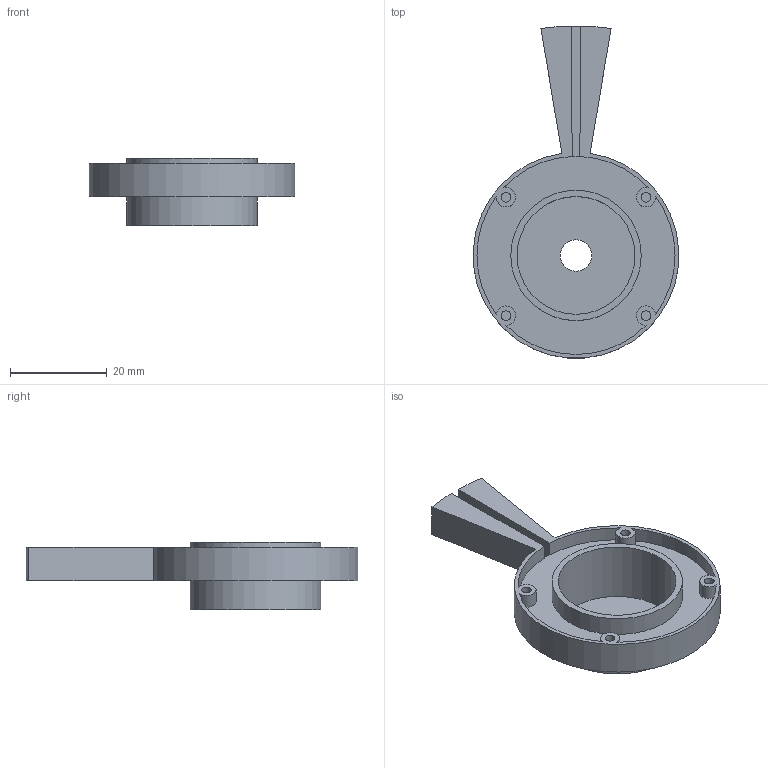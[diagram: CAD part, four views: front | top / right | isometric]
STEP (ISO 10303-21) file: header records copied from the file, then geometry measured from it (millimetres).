
FILE_DESCRIPTION(/* description */ (''),/* implementation_level */ '2;1');
FILE_NAME(/* name */ 'moto_base v8.step',/* time_stamp */ '2025-05-07T22:03:43+08:00',/* author */ (''),/* organization */ (''),/* preprocessor_version */ 'ST-DEVELOPER v20.1',/* originating_system */ 'Autodesk Translation Framework v14.4.0.0',/* authorisation */ '');
FILE_SCHEMA (('AUTOMOTIVE_DESIGN { 1 0 10303 214 3 1 1 }'));
Length unit declared in the file: millimetre
Products named in the file (1): moto_base
Bounding box: 42.52 x 68.72 x 14 mm (x, y, z)
Volume: 7580.1 mm3; surface area: 7324.9 mm2
Topology: 1 solids, 1 shells, 35 faces, 76 edges, 50 vertices
Faces by surface type: cylinder 20, plane 15
Full cylindrical faces by diameter (mm): 2 x4, 6.5 x1, 24.4 x1, 27 x2
Entity records: 1013 total; most frequent: DIRECTION 190, CARTESIAN_POINT 162, ORIENTED_EDGE 152, AXIS2_PLACEMENT_3D 78, EDGE_CURVE 76, VERTEX_POINT 50, EDGE_LOOP 44, CIRCLE 42
